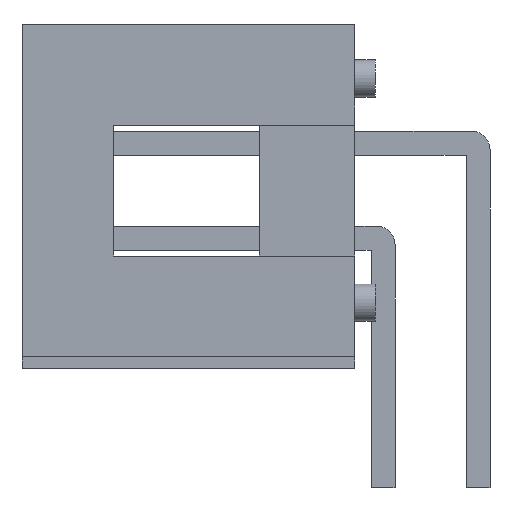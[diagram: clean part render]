
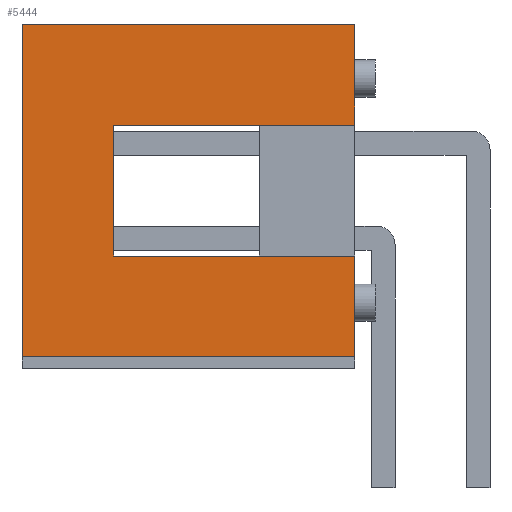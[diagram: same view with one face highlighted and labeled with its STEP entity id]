
A CAD part, left-side view. The second image highlights one B-rep face of the part: STEP entity #5444.
In plain terms, the highlighted planar face has unit normal (-1, 0, 0).
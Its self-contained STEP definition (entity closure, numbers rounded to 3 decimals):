
#4383=CARTESIAN_POINT('',(-10.16,8.48,6.5));
#4384=VERTEX_POINT('',#4383);
#4391=CARTESIAN_POINT('',(-10.16,8.48,3.0));
#4392=VERTEX_POINT('',#4391);
#4393=CARTESIAN_POINT('',(-10.16,8.48,4.75));
#4394=DIRECTION('',(0.0,-0.0,1.0));
#4395=VECTOR('',#4394,1.0);
#4396=LINE('',#4393,#4395);
#4397=EDGE_CURVE('n� 1129',#4392,#4384,#4396,.T.);
#4421=CARTESIAN_POINT('',(-10.16,2.03,6.5));
#4422=VERTEX_POINT('',#4421);
#4429=CARTESIAN_POINT('',(-10.16,6.48,6.5));
#4430=DIRECTION('',(-0.0,-1.0,-0.0));
#4431=VECTOR('',#4430,1.0);
#4432=LINE('',#4429,#4431);
#4433=EDGE_CURVE('n� 1128',#4384,#4422,#4432,.T.);
#4445=CARTESIAN_POINT('',(-10.16,2.03,3.0));
#4446=VERTEX_POINT('',#4445);
#4447=CARTESIAN_POINT('',(-10.16,6.48,3.0));
#4448=DIRECTION('',(-0.0,1.0,0.0));
#4449=VECTOR('',#4448,1.0);
#4450=LINE('',#4447,#4449);
#4451=EDGE_CURVE('n� 1122',#4446,#4392,#4450,.T.);
#4942=CARTESIAN_POINT('',(-10.16,10.93,0.3));
#4943=VERTEX_POINT('',#4942);
#4950=CARTESIAN_POINT('',(-10.16,10.93,9.2));
#4951=VERTEX_POINT('',#4950);
#4952=CARTESIAN_POINT('',(-10.16,10.93,4.75));
#4953=DIRECTION('',(0.0,0.0,-1.0));
#4954=VECTOR('',#4953,1.0);
#4955=LINE('',#4952,#4954);
#4956=EDGE_CURVE('n� 1125',#4951,#4943,#4955,.T.);
#5366=CARTESIAN_POINT('',(-10.16,2.03,9.2));
#5367=VERTEX_POINT('',#5366);
#5368=CARTESIAN_POINT('',(-10.16,6.48,9.2));
#5369=DIRECTION('',(0.0,1.0,0.0));
#5370=VECTOR('',#5369,1.0);
#5371=LINE('',#5368,#5370);
#5372=EDGE_CURVE('n� 1126',#5367,#4951,#5371,.T.);
#5412=CARTESIAN_POINT('',(-10.16,2.03,0.3));
#5413=VERTEX_POINT('',#5412);
#5414=CARTESIAN_POINT('',(-10.16,2.03,4.6));
#5415=DIRECTION('',(0.0,0.0,-1.0));
#5416=VECTOR('',#5415,1.0);
#5417=LINE('',#5414,#5416);
#5418=EDGE_CURVE('n� 243',#4446,#5413,#5417,.T.);
#5419=ORIENTED_EDGE('',*,*,#5418,.F.);
#5420=ORIENTED_EDGE('',*,*,#4451,.T.);
#5421=ORIENTED_EDGE('',*,*,#4397,.T.);
#5422=ORIENTED_EDGE('',*,*,#4433,.T.);
#5423=CARTESIAN_POINT('',(-10.16,2.03,4.6));
#5424=DIRECTION('',(0.0,0.0,-1.0));
#5425=VECTOR('',#5424,1.0);
#5426=LINE('',#5423,#5425);
#5427=EDGE_CURVE('n� 247',#5367,#4422,#5426,.T.);
#5428=ORIENTED_EDGE('',*,*,#5427,.F.);
#5429=ORIENTED_EDGE('',*,*,#5372,.T.);
#5430=ORIENTED_EDGE('',*,*,#4956,.T.);
#5431=CARTESIAN_POINT('',(-10.16,6.48,0.3));
#5432=DIRECTION('',(0.0,1.0,0.0));
#5433=VECTOR('',#5432,1.0);
#5434=LINE('',#5431,#5433);
#5435=EDGE_CURVE('n� 1103',#5413,#4943,#5434,.T.);
#5436=ORIENTED_EDGE('',*,*,#5435,.F.);
#5437=EDGE_LOOP('',(#5419,#5420,#5421,#5422,#5428,#5429,#5430,#5436));
#5438=FACE_OUTER_BOUND('',#5437,.T.);
#5439=CARTESIAN_POINT('',(-10.16,2.03,0.3));
#5440=DIRECTION('',(-1.0,0.0,0.0));
#5441=DIRECTION('',(0.0,-0.0,1.0));
#5442=AXIS2_PLACEMENT_3D('',#5439,#5440,#5441);
#5443=PLANE('',#5442);
#5444=ADVANCED_FACE('n� 1119',(#5438),#5443,.T.);
